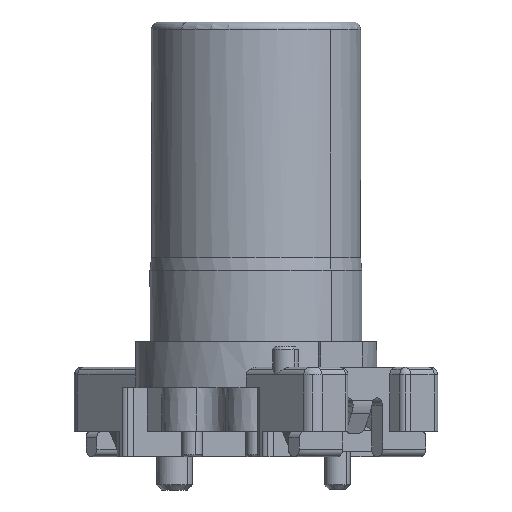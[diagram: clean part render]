
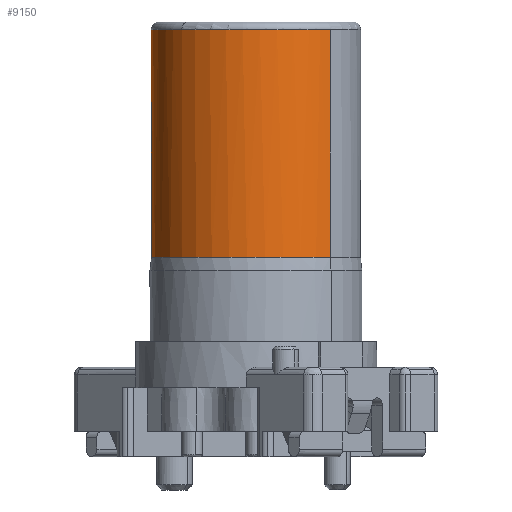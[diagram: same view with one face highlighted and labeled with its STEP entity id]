
A CAD part, front view. The second image highlights one B-rep face of the part: STEP entity #9150.
In plain terms, the highlighted cylindrical face has radius 4.1 mm (diameter 8.2 mm), a partial arc.
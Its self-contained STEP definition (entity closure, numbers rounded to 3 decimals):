
#7890=AXIS2_PLACEMENT_3D('Circle Axis2P3D',#7888,#7889,$) ;
#9109=AXIS2_PLACEMENT_3D('Cylinder Axis2P3D',#9106,#9107,#9108) ;
#7878=CARTESIAN_POINT('Vertex',(4.212,10.011,9.1)) ;
#7885=CARTESIAN_POINT('Vertex',(10.011,4.212,9.1)) ;
#7888=CARTESIAN_POINT('Axis2P3D Location',(7.111,7.111,9.1)) ;
#9106=CARTESIAN_POINT('Axis2P3D Location',(7.111,7.111,5.8)) ;
#9111=CARTESIAN_POINT('Line Origine',(10.011,4.212,5.8)) ;
#9115=CARTESIAN_POINT('Vertex',(10.011,4.212,18.)) ;
#9119=CARTESIAN_POINT('Control Point',(4.212,4.212,18.)) ;
#9120=CARTESIAN_POINT('Control Point',(5.123,3.302,18.)) ;
#9121=CARTESIAN_POINT('Control Point',(6.391,2.747,18.)) ;
#9122=CARTESIAN_POINT('Control Point',(7.832,2.747,18.)) ;
#9123=CARTESIAN_POINT('Control Point',(9.1,3.302,18.)) ;
#9124=CARTESIAN_POINT('Control Point',(10.011,4.212,18.)) ;
#9125=CARTESIAN_POINT('Vertex',(4.212,4.212,18.)) ;
#9129=CARTESIAN_POINT('Control Point',(4.212,10.011,18.)) ;
#9130=CARTESIAN_POINT('Control Point',(3.302,9.1,18.)) ;
#9131=CARTESIAN_POINT('Control Point',(2.747,7.832,18.)) ;
#9132=CARTESIAN_POINT('Control Point',(2.747,6.391,18.)) ;
#9133=CARTESIAN_POINT('Control Point',(3.302,5.123,18.)) ;
#9134=CARTESIAN_POINT('Control Point',(4.212,4.212,18.)) ;
#9135=CARTESIAN_POINT('Vertex',(4.212,10.011,18.)) ;
#9138=CARTESIAN_POINT('Line Origine',(4.212,10.011,5.8)) ;
#7889=DIRECTION('Axis2P3D Direction',(0.,-0.,-1.)) ;
#9107=DIRECTION('Axis2P3D Direction',(-0.,0.,1.)) ;
#9108=DIRECTION('Axis2P3D XDirection',(-0.707,0.707,0.)) ;
#9112=DIRECTION('Vector Direction',(0.,0.,1.)) ;
#9139=DIRECTION('Vector Direction',(0.,0.,1.)) ;
#9113=VECTOR('Line Direction',#9112,1.) ;
#9140=VECTOR('Line Direction',#9139,1.) ;
#9144=ORIENTED_EDGE('',*,*,#9117,.F.) ;
#9145=ORIENTED_EDGE('',*,*,#9127,.F.) ;
#9146=ORIENTED_EDGE('',*,*,#9137,.F.) ;
#9147=ORIENTED_EDGE('',*,*,#9142,.F.) ;
#9148=ORIENTED_EDGE('',*,*,#7892,.T.) ;
#9150=ADVANCED_FACE('Hauptkoerper',(#9149),#9110,.T.) ;
#9118=B_SPLINE_CURVE_WITH_KNOTS('',5,(#9119,#9120,#9121,#9122,#9123,#9124),.UNSPECIFIED.,.F.,.U.,(6,6),(0.,6.44),.UNSPECIFIED.) ;
#9128=B_SPLINE_CURVE_WITH_KNOTS('',5,(#9129,#9130,#9131,#9132,#9133,#9134),.UNSPECIFIED.,.F.,.U.,(6,6),(-6.44,0.),.UNSPECIFIED.) ;
#7891=CIRCLE('generated circle',#7890,4.1) ;
#9110=CYLINDRICAL_SURFACE('generated cylinder',#9109,4.1) ;
#7892=EDGE_CURVE('',#7879,#7886,#7891,.F.) ;
#9117=EDGE_CURVE('',#9116,#7886,#9114,.F.) ;
#9127=EDGE_CURVE('',#9126,#9116,#9118,.T.) ;
#9137=EDGE_CURVE('',#9136,#9126,#9128,.T.) ;
#9142=EDGE_CURVE('',#7879,#9136,#9141,.T.) ;
#9143=EDGE_LOOP('',(#9144,#9145,#9146,#9147,#9148)) ;
#9149=FACE_OUTER_BOUND('',#9143,.T.) ;
#9114=LINE('Line',#9111,#9113) ;
#9141=LINE('Line',#9138,#9140) ;
#7879=VERTEX_POINT('',#7878) ;
#7886=VERTEX_POINT('',#7885) ;
#9116=VERTEX_POINT('',#9115) ;
#9126=VERTEX_POINT('',#9125) ;
#9136=VERTEX_POINT('',#9135) ;
